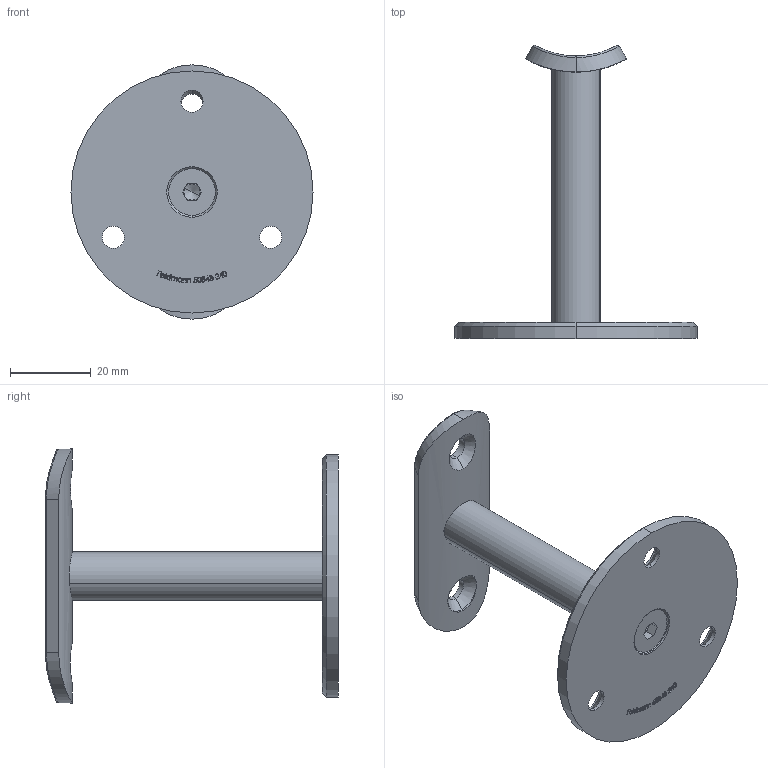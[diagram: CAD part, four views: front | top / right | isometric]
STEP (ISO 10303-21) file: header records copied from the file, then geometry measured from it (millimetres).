
FILE_DESCRIPTION (( 'STEP AP203' ), '1' );
FILE_NAME ('50343-240.STEP', '2018-05-02T13:54:04', ( '' ), ( '' ), 'SwSTEP 2.0', 'SolidWorks 2015', '' );
FILE_SCHEMA (( 'CONFIG_CONTROL_DESIGN' ));
Length unit declared in the file: millimetre
Products named in the file (5): socket countersunk head screw_din_DIN 7991 - M6 x 12 --- 12S; 50343-240 Teil3_50343-240 Teil3; 50343-240; 5034X-240 Teil1_50343-240 Teil1; 5034X-240 Teil2_5034X-240 Teil2
Assembly tree (5 placements, depth 2):
  50343-240
    5034X-240 Teil1_50343-240 Teil1
    5034X-240 Teil2_5034X-240 Teil2
    50343-240 Teil3_50343-240 Teil3
    socket countersunk head screw_din_DIN 7991 - M6 x 12 --- 12S  x2
Bounding box: 60 x 72.61 x 63 mm (x, y, z)
Volume: 22430 mm3; surface area: 13806.4 mm2
Topology: 5 solids, 5 shells, 456 faces, 1164 edges, 739 vertices
Faces by surface type: plane 161, bspline 112, cone 100, cylinder 79, torus 4
Entity records: 18968 total; most frequent: CARTESIAN_POINT 9797, ORIENTED_EDGE 1956, DIRECTION 1461, EDGE_CURVE 978, VERTEX_POINT 630, VECTOR 561, LINE 561, AXIS2_PLACEMENT_3D 450
